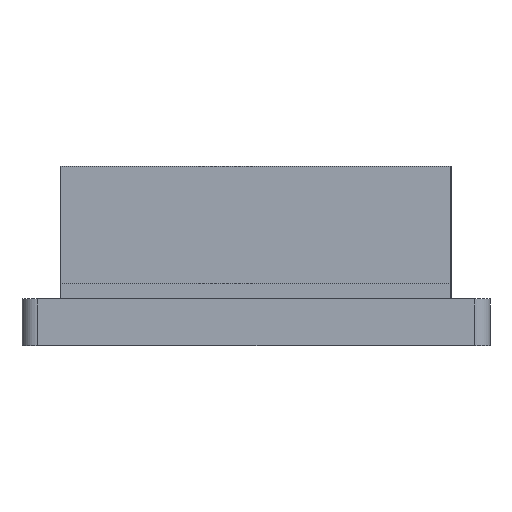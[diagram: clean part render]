
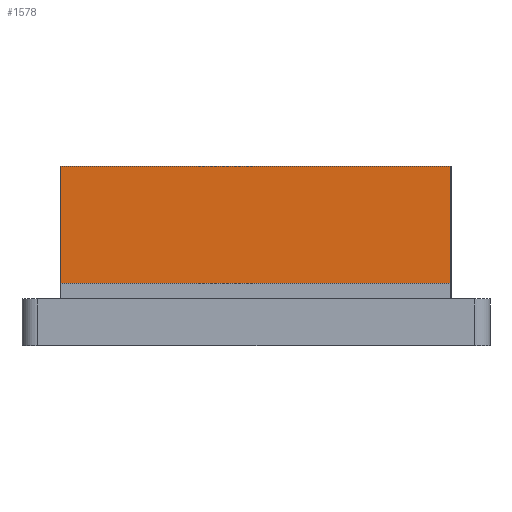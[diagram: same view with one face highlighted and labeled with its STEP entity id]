
A CAD part, left-side view. The second image highlights one B-rep face of the part: STEP entity #1578.
In plain terms, the highlighted planar face has unit normal (-1, 0, 0).
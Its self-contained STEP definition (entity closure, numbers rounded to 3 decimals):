
#375 = PLANE('',#376);
#376 = AXIS2_PLACEMENT_3D('',#377,#378,#379);
#377 = CARTESIAN_POINT('',(18.,5.,6.));
#378 = DIRECTION('',(-1.,0.,0.));
#379 = DIRECTION('',(0.,1.,0.));
#1063 = VERTEX_POINT('',#1064);
#1064 = CARTESIAN_POINT('',(18.,5.,8.));
#1085 = EDGE_CURVE('',#1063,#1086,#1088,.T.);
#1086 = VERTEX_POINT('',#1087);
#1087 = CARTESIAN_POINT('',(18.,55.,8.));
#1088 = SURFACE_CURVE('',#1089,(#1093,#1100),.PCURVE_S1.);
#1089 = LINE('',#1090,#1091);
#1090 = CARTESIAN_POINT('',(18.,5.,8.));
#1091 = VECTOR('',#1092,1.);
#1092 = DIRECTION('',(0.,1.,0.));
#1093 = PCURVE('',#375,#1094);
#1094 = DEFINITIONAL_REPRESENTATION('',(#1095),#1099);
#1095 = LINE('',#1096,#1097);
#1096 = CARTESIAN_POINT('',(0.,-2.));
#1097 = VECTOR('',#1098,1.);
#1098 = DIRECTION('',(1.,0.));
#1099 = ( GEOMETRIC_REPRESENTATION_CONTEXT(2) 
PARAMETRIC_REPRESENTATION_CONTEXT() REPRESENTATION_CONTEXT('2D SPACE',''
  ) );
#1100 = PCURVE('',#1101,#1106);
#1101 = PLANE('',#1102);
#1102 = AXIS2_PLACEMENT_3D('',#1103,#1104,#1105);
#1103 = CARTESIAN_POINT('',(18.,55.,8.));
#1104 = DIRECTION('',(1.,0.,0.));
#1105 = DIRECTION('',(0.,-1.,0.));
#1106 = DEFINITIONAL_REPRESENTATION('',(#1107),#1111);
#1107 = LINE('',#1108,#1109);
#1108 = CARTESIAN_POINT('',(50.,0.));
#1109 = VECTOR('',#1110,1.);
#1110 = DIRECTION('',(-1.,0.));
#1111 = ( GEOMETRIC_REPRESENTATION_CONTEXT(2) 
PARAMETRIC_REPRESENTATION_CONTEXT() REPRESENTATION_CONTEXT('2D SPACE',''
  ) );
#1231 = PLANE('',#1232);
#1232 = AXIS2_PLACEMENT_3D('',#1233,#1234,#1235);
#1233 = CARTESIAN_POINT('',(18.,5.,8.));
#1234 = DIRECTION('',(0.,1.,0.));
#1235 = DIRECTION('',(1.,0.,0.));
#1265 = PLANE('',#1266);
#1266 = AXIS2_PLACEMENT_3D('',#1267,#1268,#1269);
#1267 = CARTESIAN_POINT('',(23.6,55.,8.));
#1268 = DIRECTION('',(0.,-1.,0.));
#1269 = DIRECTION('',(-1.,0.,0.));
#1578 = ADVANCED_FACE('',(#1579),#1101,.F.);
#1579 = FACE_BOUND('',#1580,.F.);
#1580 = EDGE_LOOP('',(#1581,#1604,#1632,#1653));
#1581 = ORIENTED_EDGE('',*,*,#1582,.T.);
#1582 = EDGE_CURVE('',#1086,#1583,#1585,.T.);
#1583 = VERTEX_POINT('',#1584);
#1584 = CARTESIAN_POINT('',(18.,55.,23.));
#1585 = SURFACE_CURVE('',#1586,(#1590,#1597),.PCURVE_S1.);
#1586 = LINE('',#1587,#1588);
#1587 = CARTESIAN_POINT('',(18.,55.,8.));
#1588 = VECTOR('',#1589,1.);
#1589 = DIRECTION('',(0.,0.,1.));
#1590 = PCURVE('',#1101,#1591);
#1591 = DEFINITIONAL_REPRESENTATION('',(#1592),#1596);
#1592 = LINE('',#1593,#1594);
#1593 = CARTESIAN_POINT('',(0.,0.));
#1594 = VECTOR('',#1595,1.);
#1595 = DIRECTION('',(0.,-1.));
#1596 = ( GEOMETRIC_REPRESENTATION_CONTEXT(2) 
PARAMETRIC_REPRESENTATION_CONTEXT() REPRESENTATION_CONTEXT('2D SPACE',''
  ) );
#1597 = PCURVE('',#1265,#1598);
#1598 = DEFINITIONAL_REPRESENTATION('',(#1599),#1603);
#1599 = LINE('',#1600,#1601);
#1600 = CARTESIAN_POINT('',(5.6,0.));
#1601 = VECTOR('',#1602,1.);
#1602 = DIRECTION('',(0.,-1.));
#1603 = ( GEOMETRIC_REPRESENTATION_CONTEXT(2) 
PARAMETRIC_REPRESENTATION_CONTEXT() REPRESENTATION_CONTEXT('2D SPACE',''
  ) );
#1604 = ORIENTED_EDGE('',*,*,#1605,.T.);
#1605 = EDGE_CURVE('',#1583,#1606,#1608,.T.);
#1606 = VERTEX_POINT('',#1607);
#1607 = CARTESIAN_POINT('',(18.,5.,23.));
#1608 = SURFACE_CURVE('',#1609,(#1613,#1620),.PCURVE_S1.);
#1609 = LINE('',#1610,#1611);
#1610 = CARTESIAN_POINT('',(18.,55.,23.));
#1611 = VECTOR('',#1612,1.);
#1612 = DIRECTION('',(0.,-1.,0.));
#1613 = PCURVE('',#1101,#1614);
#1614 = DEFINITIONAL_REPRESENTATION('',(#1615),#1619);
#1615 = LINE('',#1616,#1617);
#1616 = CARTESIAN_POINT('',(0.,-15.));
#1617 = VECTOR('',#1618,1.);
#1618 = DIRECTION('',(1.,0.));
#1619 = ( GEOMETRIC_REPRESENTATION_CONTEXT(2) 
PARAMETRIC_REPRESENTATION_CONTEXT() REPRESENTATION_CONTEXT('2D SPACE',''
  ) );
#1620 = PCURVE('',#1621,#1626);
#1621 = PLANE('',#1622);
#1622 = AXIS2_PLACEMENT_3D('',#1623,#1624,#1625);
#1623 = CARTESIAN_POINT('',(20.8,30.,23.));
#1624 = DIRECTION('',(-0.,-0.,-1.));
#1625 = DIRECTION('',(-1.,0.,0.));
#1626 = DEFINITIONAL_REPRESENTATION('',(#1627),#1631);
#1627 = LINE('',#1628,#1629);
#1628 = CARTESIAN_POINT('',(2.8,25.));
#1629 = VECTOR('',#1630,1.);
#1630 = DIRECTION('',(0.,-1.));
#1631 = ( GEOMETRIC_REPRESENTATION_CONTEXT(2) 
PARAMETRIC_REPRESENTATION_CONTEXT() REPRESENTATION_CONTEXT('2D SPACE',''
  ) );
#1632 = ORIENTED_EDGE('',*,*,#1633,.F.);
#1633 = EDGE_CURVE('',#1063,#1606,#1634,.T.);
#1634 = SURFACE_CURVE('',#1635,(#1639,#1646),.PCURVE_S1.);
#1635 = LINE('',#1636,#1637);
#1636 = CARTESIAN_POINT('',(18.,5.,8.));
#1637 = VECTOR('',#1638,1.);
#1638 = DIRECTION('',(0.,0.,1.));
#1639 = PCURVE('',#1101,#1640);
#1640 = DEFINITIONAL_REPRESENTATION('',(#1641),#1645);
#1641 = LINE('',#1642,#1643);
#1642 = CARTESIAN_POINT('',(50.,0.));
#1643 = VECTOR('',#1644,1.);
#1644 = DIRECTION('',(0.,-1.));
#1645 = ( GEOMETRIC_REPRESENTATION_CONTEXT(2) 
PARAMETRIC_REPRESENTATION_CONTEXT() REPRESENTATION_CONTEXT('2D SPACE',''
  ) );
#1646 = PCURVE('',#1231,#1647);
#1647 = DEFINITIONAL_REPRESENTATION('',(#1648),#1652);
#1648 = LINE('',#1649,#1650);
#1649 = CARTESIAN_POINT('',(0.,0.));
#1650 = VECTOR('',#1651,1.);
#1651 = DIRECTION('',(0.,-1.));
#1652 = ( GEOMETRIC_REPRESENTATION_CONTEXT(2) 
PARAMETRIC_REPRESENTATION_CONTEXT() REPRESENTATION_CONTEXT('2D SPACE',''
  ) );
#1653 = ORIENTED_EDGE('',*,*,#1085,.T.);
